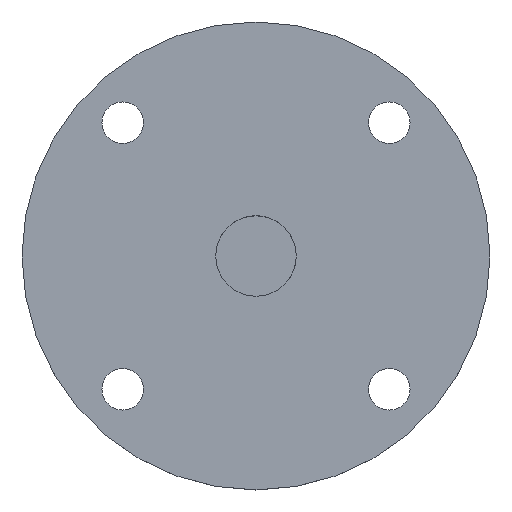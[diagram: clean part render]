
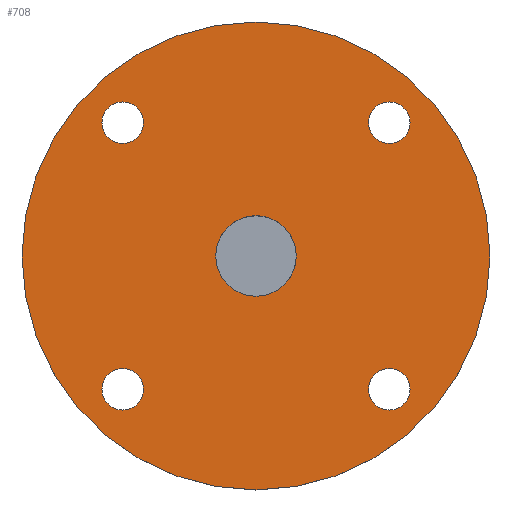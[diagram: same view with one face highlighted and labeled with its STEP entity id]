
A CAD part, top view. The second image highlights one B-rep face of the part: STEP entity #708.
In plain terms, the highlighted planar face has unit normal (0, 0, 1).
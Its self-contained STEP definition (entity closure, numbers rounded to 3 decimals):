
#4 = FACE_OUTER_BOUND ( 'NONE', #589, .T. ) ;
#18 = VERTEX_POINT ( 'NONE', #1620 ) ;
#22 = ORIENTED_EDGE ( 'NONE', *, *, #1437, .T. ) ;
#35 = DIRECTION ( 'NONE',  ( 1., 0., 0. ) ) ;
#36 = EDGE_CURVE ( 'NONE', #580, #391, #617, .T. ) ;
#50 = CARTESIAN_POINT ( 'NONE',  ( -10.253, 10.253, 2. ) ) ;
#60 = EDGE_LOOP ( 'NONE', ( #1382, #528 ) ) ;
#62 = CARTESIAN_POINT ( 'NONE',  ( -18., 0., 2. ) ) ;
#63 = CARTESIAN_POINT ( 'NONE',  ( 10.253, -10.253, 2. ) ) ;
#67 = AXIS2_PLACEMENT_3D ( 'NONE', #948, #1477, #1359 ) ;
#71 = CIRCLE ( 'NONE', #344, 3.1 ) ;
#78 = CARTESIAN_POINT ( 'NONE',  ( 0., 0., 2. ) ) ;
#100 = EDGE_LOOP ( 'NONE', ( #711, #496 ) ) ;
#101 = DIRECTION ( 'NONE',  ( 1., 0., 0. ) ) ;
#105 = CARTESIAN_POINT ( 'NONE',  ( -10.253, -10.253, 2. ) ) ;
#130 = ORIENTED_EDGE ( 'NONE', *, *, #1309, .F. ) ;
#134 = EDGE_LOOP ( 'NONE', ( #783, #427 ) ) ;
#144 = ORIENTED_EDGE ( 'NONE', *, *, #827, .F. ) ;
#186 = DIRECTION ( 'NONE',  ( 1., 0., 0. ) ) ;
#192 = DIRECTION ( 'NONE',  ( 1., 0., 0. ) ) ;
#200 = EDGE_CURVE ( 'NONE', #598, #1078, #1534, .T. ) ;
#210 = CARTESIAN_POINT ( 'NONE',  ( -8.653, 10.253, 2. ) ) ;
#212 = DIRECTION ( 'NONE',  ( 0., 0., 1. ) ) ;
#284 = CARTESIAN_POINT ( 'NONE',  ( -8.653, -10.253, 2. ) ) ;
#287 = AXIS2_PLACEMENT_3D ( 'NONE', #78, #1109, #1471 ) ;
#292 = AXIS2_PLACEMENT_3D ( 'NONE', #962, #807, #1332 ) ;
#320 = CARTESIAN_POINT ( 'NONE',  ( 18., 0., 2. ) ) ;
#344 = AXIS2_PLACEMENT_3D ( 'NONE', #375, #1404, #848 ) ;
#356 = DIRECTION ( 'NONE',  ( 1., 0., 0. ) ) ;
#372 = VERTEX_POINT ( 'NONE', #1205 ) ;
#375 = CARTESIAN_POINT ( 'NONE',  ( 0., 0., 2. ) ) ;
#391 = VERTEX_POINT ( 'NONE', #1581 ) ;
#407 = DIRECTION ( 'NONE',  ( 0., 0., 1. ) ) ;
#427 = ORIENTED_EDGE ( 'NONE', *, *, #597, .F. ) ;
#429 = EDGE_CURVE ( 'NONE', #1278, #990, #894, .T. ) ;
#431 = DIRECTION ( 'NONE',  ( 0., 0., 1. ) ) ;
#455 = AXIS2_PLACEMENT_3D ( 'NONE', #63, #431, #186 ) ;
#471 = ORIENTED_EDGE ( 'NONE', *, *, #795, .T. ) ;
#473 = DIRECTION ( 'NONE',  ( 0., 0., 1. ) ) ;
#496 = ORIENTED_EDGE ( 'NONE', *, *, #649, .F. ) ;
#499 = ORIENTED_EDGE ( 'NONE', *, *, #200, .F. ) ;
#501 = AXIS2_PLACEMENT_3D ( 'NONE', #1546, #1416, #876 ) ;
#528 = ORIENTED_EDGE ( 'NONE', *, *, #1393, .F. ) ;
#552 = PLANE ( 'NONE',  #1252 ) ;
#580 = VERTEX_POINT ( 'NONE', #210 ) ;
#589 = EDGE_LOOP ( 'NONE', ( #471, #22 ) ) ;
#597 = EDGE_CURVE ( 'NONE', #992, #1306, #1478, .T. ) ;
#598 = VERTEX_POINT ( 'NONE', #999 ) ;
#604 = CIRCLE ( 'NONE', #1285, 18. ) ;
#617 = CIRCLE ( 'NONE', #1083, 1.6 ) ;
#649 = EDGE_CURVE ( 'NONE', #391, #580, #733, .T. ) ;
#654 = ORIENTED_EDGE ( 'NONE', *, *, #1373, .F. ) ;
#655 = FACE_BOUND ( 'NONE', #846, .T. ) ;
#668 = VERTEX_POINT ( 'NONE', #62 ) ;
#699 = DIRECTION ( 'NONE',  ( 0., 0., 1. ) ) ;
#704 = AXIS2_PLACEMENT_3D ( 'NONE', #1336, #1591, #192 ) ;
#706 = CIRCLE ( 'NONE', #1147, 1.6 ) ;
#708 = ADVANCED_FACE ( 'NONE', ( #771, #655, #1553, #1028, #1589, #4 ), #552, .T. ) ;
#711 = ORIENTED_EDGE ( 'NONE', *, *, #36, .F. ) ;
#714 = CARTESIAN_POINT ( 'NONE',  ( 10.253, -10.253, 2. ) ) ;
#733 = CIRCLE ( 'NONE', #501, 1.6 ) ;
#771 = FACE_BOUND ( 'NONE', #134, .T. ) ;
#783 = ORIENTED_EDGE ( 'NONE', *, *, #1657, .F. ) ;
#795 = EDGE_CURVE ( 'NONE', #832, #668, #1117, .T. ) ;
#807 = DIRECTION ( 'NONE',  ( 0., 0., 1. ) ) ;
#827 = EDGE_CURVE ( 'NONE', #1078, #598, #1528, .T. ) ;
#832 = VERTEX_POINT ( 'NONE', #320 ) ;
#846 = EDGE_LOOP ( 'NONE', ( #144, #499 ) ) ;
#848 = DIRECTION ( 'NONE',  ( 1., 0., 0. ) ) ;
#854 = DIRECTION ( 'NONE',  ( 1., 0., 0. ) ) ;
#855 = CARTESIAN_POINT ( 'NONE',  ( 0., 0., 2. ) ) ;
#876 = DIRECTION ( 'NONE',  ( 1., 0., 0. ) ) ;
#894 = CIRCLE ( 'NONE', #704, 1.6 ) ;
#948 = CARTESIAN_POINT ( 'NONE',  ( -10.253, -10.253, 2. ) ) ;
#962 = CARTESIAN_POINT ( 'NONE',  ( 0., 0., 2. ) ) ;
#990 = VERTEX_POINT ( 'NONE', #1524 ) ;
#992 = VERTEX_POINT ( 'NONE', #1277 ) ;
#999 = CARTESIAN_POINT ( 'NONE',  ( -11.853, -10.253, 2. ) ) ;
#1008 = AXIS2_PLACEMENT_3D ( 'NONE', #105, #1497, #854 ) ;
#1028 = FACE_BOUND ( 'NONE', #60, .T. ) ;
#1041 = CIRCLE ( 'NONE', #455, 1.6 ) ;
#1078 = VERTEX_POINT ( 'NONE', #284 ) ;
#1083 = AXIS2_PLACEMENT_3D ( 'NONE', #50, #699, #1600 ) ;
#1109 = DIRECTION ( 'NONE',  ( 0., 0., 1. ) ) ;
#1117 = CIRCLE ( 'NONE', #287, 18. ) ;
#1136 = CARTESIAN_POINT ( 'NONE',  ( 10.253, 10.253, 2. ) ) ;
#1147 = AXIS2_PLACEMENT_3D ( 'NONE', #1136, #212, #356 ) ;
#1159 = CARTESIAN_POINT ( 'NONE',  ( 0., 0., 2. ) ) ;
#1205 = CARTESIAN_POINT ( 'NONE',  ( -3.1, 0., 2. ) ) ;
#1234 = CARTESIAN_POINT ( 'NONE',  ( 11.853, -10.253, 2. ) ) ;
#1252 = AXIS2_PLACEMENT_3D ( 'NONE', #1159, #407, #35 ) ;
#1260 = DIRECTION ( 'NONE',  ( 0., 0., 1. ) ) ;
#1277 = CARTESIAN_POINT ( 'NONE',  ( 8.653, -10.253, 2. ) ) ;
#1278 = VERTEX_POINT ( 'NONE', #1364 ) ;
#1285 = AXIS2_PLACEMENT_3D ( 'NONE', #855, #473, #1642 ) ;
#1306 = VERTEX_POINT ( 'NONE', #1234 ) ;
#1309 = EDGE_CURVE ( 'NONE', #18, #372, #1480, .T. ) ;
#1332 = DIRECTION ( 'NONE',  ( 1., 0., 0. ) ) ;
#1336 = CARTESIAN_POINT ( 'NONE',  ( 10.253, 10.253, 2. ) ) ;
#1359 = DIRECTION ( 'NONE',  ( 1., 0., 0. ) ) ;
#1364 = CARTESIAN_POINT ( 'NONE',  ( 11.853, 10.253, 2. ) ) ;
#1373 = EDGE_CURVE ( 'NONE', #372, #18, #71, .T. ) ;
#1382 = ORIENTED_EDGE ( 'NONE', *, *, #429, .F. ) ;
#1393 = EDGE_CURVE ( 'NONE', #990, #1278, #706, .T. ) ;
#1404 = DIRECTION ( 'NONE',  ( 0., 0., 1. ) ) ;
#1416 = DIRECTION ( 'NONE',  ( 0., 0., 1. ) ) ;
#1419 = AXIS2_PLACEMENT_3D ( 'NONE', #714, #1260, #101 ) ;
#1437 = EDGE_CURVE ( 'NONE', #668, #832, #604, .T. ) ;
#1471 = DIRECTION ( 'NONE',  ( 1., 0., 0. ) ) ;
#1477 = DIRECTION ( 'NONE',  ( 0., 0., 1. ) ) ;
#1478 = CIRCLE ( 'NONE', #1419, 1.6 ) ;
#1480 = CIRCLE ( 'NONE', #292, 3.1 ) ;
#1497 = DIRECTION ( 'NONE',  ( 0., 0., 1. ) ) ;
#1524 = CARTESIAN_POINT ( 'NONE',  ( 8.653, 10.253, 2. ) ) ;
#1528 = CIRCLE ( 'NONE', #67, 1.6 ) ;
#1534 = CIRCLE ( 'NONE', #1008, 1.6 ) ;
#1546 = CARTESIAN_POINT ( 'NONE',  ( -10.253, 10.253, 2. ) ) ;
#1553 = FACE_BOUND ( 'NONE', #100, .T. ) ;
#1554 = EDGE_LOOP ( 'NONE', ( #130, #654 ) ) ;
#1581 = CARTESIAN_POINT ( 'NONE',  ( -11.853, 10.253, 2. ) ) ;
#1589 = FACE_BOUND ( 'NONE', #1554, .T. ) ;
#1591 = DIRECTION ( 'NONE',  ( 0., 0., 1. ) ) ;
#1600 = DIRECTION ( 'NONE',  ( 1., 0., 0. ) ) ;
#1620 = CARTESIAN_POINT ( 'NONE',  ( 3.1, 0., 2. ) ) ;
#1642 = DIRECTION ( 'NONE',  ( 1., 0., 0. ) ) ;
#1657 = EDGE_CURVE ( 'NONE', #1306, #992, #1041, .T. ) ;
